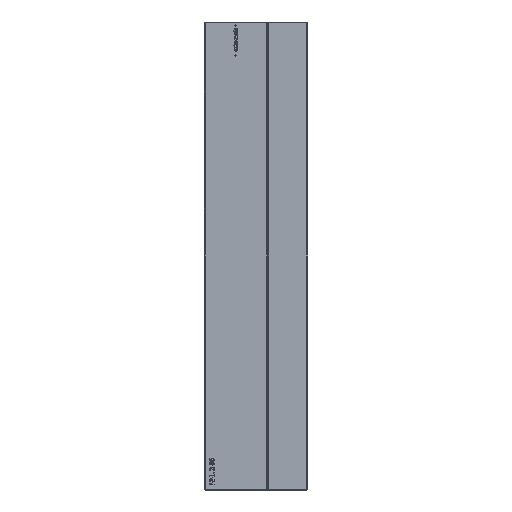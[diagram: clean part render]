
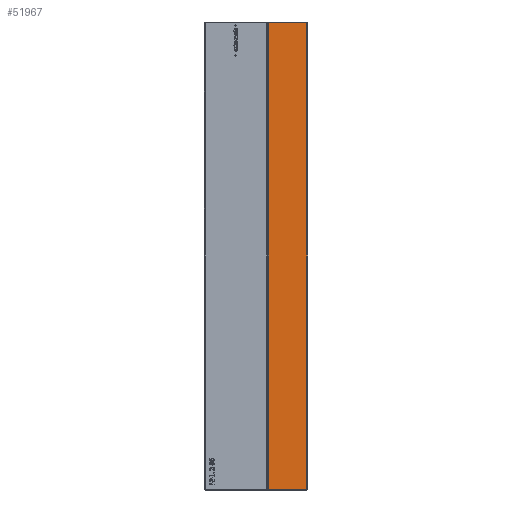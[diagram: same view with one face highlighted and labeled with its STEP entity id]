
A CAD part, left-side view. The second image highlights one B-rep face of the part: STEP entity #51967.
In plain terms, the highlighted planar face has unit normal (-1, 0, 0).
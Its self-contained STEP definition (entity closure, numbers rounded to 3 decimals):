
#48962 = PLANE('',#48963);
#48963 = AXIS2_PLACEMENT_3D('',#48964,#48965,#48966);
#48964 = CARTESIAN_POINT('',(-19.925,8.005,0.));
#48965 = DIRECTION('',(0.707,-0.707,
    0.));
#48966 = DIRECTION('',(0.,0.,1.));
#49559 = PLANE('',#49560);
#49560 = AXIS2_PLACEMENT_3D('',#49561,#49562,#49563);
#49561 = CARTESIAN_POINT('',(-19.925,0.,0.075));
#49562 = DIRECTION('',(0.707,0.,0.707));
#49563 = DIRECTION('',(0.,-1.,0.));
#49850 = VERTEX_POINT('',#49851);
#49851 = CARTESIAN_POINT('',(-20.,7.93,94.85));
#49877 = EDGE_CURVE('',#49878,#49850,#49880,.T.);
#49878 = VERTEX_POINT('',#49879);
#49879 = CARTESIAN_POINT('',(-20.,7.93,0.15));
#49880 = SURFACE_CURVE('',#49881,(#49885,#49892),.PCURVE_S1.);
#49881 = LINE('',#49882,#49883);
#49882 = CARTESIAN_POINT('',(-20.,7.93,0.));
#49883 = VECTOR('',#49884,1.);
#49884 = DIRECTION('',(0.,0.,1.));
#49885 = PCURVE('',#48962,#49886);
#49886 = DEFINITIONAL_REPRESENTATION('',(#49887),#49891);
#49887 = LINE('',#49888,#49889);
#49888 = CARTESIAN_POINT('',(0.,0.106));
#49889 = VECTOR('',#49890,1.);
#49890 = DIRECTION('',(1.,0.));
#49891 = ( GEOMETRIC_REPRESENTATION_CONTEXT(2) 
PARAMETRIC_REPRESENTATION_CONTEXT() REPRESENTATION_CONTEXT('2D SPACE',''
  ) );
#49892 = PCURVE('',#49893,#49898);
#49893 = PLANE('',#49894);
#49894 = AXIS2_PLACEMENT_3D('',#49895,#49896,#49897);
#49895 = CARTESIAN_POINT('',(-20.,0.,0.));
#49896 = DIRECTION('',(-1.,0.,0.));
#49897 = DIRECTION('',(0.,1.,0.));
#49898 = DEFINITIONAL_REPRESENTATION('',(#49899),#49903);
#49899 = LINE('',#49900,#49901);
#49900 = CARTESIAN_POINT('',(7.93,0.));
#49901 = VECTOR('',#49902,1.);
#49902 = DIRECTION('',(0.,-1.));
#49903 = ( GEOMETRIC_REPRESENTATION_CONTEXT(2) 
PARAMETRIC_REPRESENTATION_CONTEXT() REPRESENTATION_CONTEXT('2D SPACE',''
  ) );
#50873 = PLANE('',#50874);
#50874 = AXIS2_PLACEMENT_3D('',#50875,#50876,#50877);
#50875 = CARTESIAN_POINT('',(-19.925,0.,94.925));
#50876 = DIRECTION('',(-0.707,0.,0.707));
#50877 = DIRECTION('',(0.,-1.,0.));
#51094 = VERTEX_POINT('',#51095);
#51095 = CARTESIAN_POINT('',(-20.,0.15,0.15));
#51121 = EDGE_CURVE('',#51094,#49878,#51122,.T.);
#51122 = SURFACE_CURVE('',#51123,(#51127,#51134),.PCURVE_S1.);
#51123 = LINE('',#51124,#51125);
#51124 = CARTESIAN_POINT('',(-20.,0.,0.15));
#51125 = VECTOR('',#51126,1.);
#51126 = DIRECTION('',(0.,1.,0.));
#51127 = PCURVE('',#49559,#51128);
#51128 = DEFINITIONAL_REPRESENTATION('',(#51129),#51133);
#51129 = LINE('',#51130,#51131);
#51130 = CARTESIAN_POINT('',(0.,-0.106));
#51131 = VECTOR('',#51132,1.);
#51132 = DIRECTION('',(-1.,0.));
#51133 = ( GEOMETRIC_REPRESENTATION_CONTEXT(2) 
PARAMETRIC_REPRESENTATION_CONTEXT() REPRESENTATION_CONTEXT('2D SPACE',''
  ) );
#51134 = PCURVE('',#49893,#51135);
#51135 = DEFINITIONAL_REPRESENTATION('',(#51136),#51140);
#51136 = LINE('',#51137,#51138);
#51137 = CARTESIAN_POINT('',(0.,-0.15));
#51138 = VECTOR('',#51139,1.);
#51139 = DIRECTION('',(1.,0.));
#51140 = ( GEOMETRIC_REPRESENTATION_CONTEXT(2) 
PARAMETRIC_REPRESENTATION_CONTEXT() REPRESENTATION_CONTEXT('2D SPACE',''
  ) );
#51967 = ADVANCED_FACE('',(#51968),#49893,.T.);
#51968 = FACE_BOUND('',#51969,.T.);
#51969 = EDGE_LOOP('',(#51970,#51971,#51972,#52000));
#51970 = ORIENTED_EDGE('',*,*,#49877,.F.);
#51971 = ORIENTED_EDGE('',*,*,#51121,.F.);
#51972 = ORIENTED_EDGE('',*,*,#51973,.T.);
#51973 = EDGE_CURVE('',#51094,#51974,#51976,.T.);
#51974 = VERTEX_POINT('',#51975);
#51975 = CARTESIAN_POINT('',(-20.,0.15,94.85));
#51976 = SURFACE_CURVE('',#51977,(#51981,#51988),.PCURVE_S1.);
#51977 = LINE('',#51978,#51979);
#51978 = CARTESIAN_POINT('',(-20.,0.15,0.));
#51979 = VECTOR('',#51980,1.);
#51980 = DIRECTION('',(0.,0.,1.));
#51981 = PCURVE('',#49893,#51982);
#51982 = DEFINITIONAL_REPRESENTATION('',(#51983),#51987);
#51983 = LINE('',#51984,#51985);
#51984 = CARTESIAN_POINT('',(0.15,0.));
#51985 = VECTOR('',#51986,1.);
#51986 = DIRECTION('',(0.,-1.));
#51987 = ( GEOMETRIC_REPRESENTATION_CONTEXT(2) 
PARAMETRIC_REPRESENTATION_CONTEXT() REPRESENTATION_CONTEXT('2D SPACE',''
  ) );
#51988 = PCURVE('',#51989,#51994);
#51989 = PLANE('',#51990);
#51990 = AXIS2_PLACEMENT_3D('',#51991,#51992,#51993);
#51991 = CARTESIAN_POINT('',(-19.925,0.075,0.));
#51992 = DIRECTION('',(0.707,0.707,
    0.));
#51993 = DIRECTION('',(0.,0.,1.));
#51994 = DEFINITIONAL_REPRESENTATION('',(#51995),#51999);
#51995 = LINE('',#51996,#51997);
#51996 = CARTESIAN_POINT('',(0.,-0.106));
#51997 = VECTOR('',#51998,1.);
#51998 = DIRECTION('',(1.,0.));
#51999 = ( GEOMETRIC_REPRESENTATION_CONTEXT(2) 
PARAMETRIC_REPRESENTATION_CONTEXT() REPRESENTATION_CONTEXT('2D SPACE',''
  ) );
#52000 = ORIENTED_EDGE('',*,*,#52001,.T.);
#52001 = EDGE_CURVE('',#51974,#49850,#52002,.T.);
#52002 = SURFACE_CURVE('',#52003,(#52007,#52014),.PCURVE_S1.);
#52003 = LINE('',#52004,#52005);
#52004 = CARTESIAN_POINT('',(-20.,0.,94.85));
#52005 = VECTOR('',#52006,1.);
#52006 = DIRECTION('',(0.,1.,0.));
#52007 = PCURVE('',#49893,#52008);
#52008 = DEFINITIONAL_REPRESENTATION('',(#52009),#52013);
#52009 = LINE('',#52010,#52011);
#52010 = CARTESIAN_POINT('',(0.,-94.85));
#52011 = VECTOR('',#52012,1.);
#52012 = DIRECTION('',(1.,0.));
#52013 = ( GEOMETRIC_REPRESENTATION_CONTEXT(2) 
PARAMETRIC_REPRESENTATION_CONTEXT() REPRESENTATION_CONTEXT('2D SPACE',''
  ) );
#52014 = PCURVE('',#50873,#52015);
#52015 = DEFINITIONAL_REPRESENTATION('',(#52016),#52020);
#52016 = LINE('',#52017,#52018);
#52017 = CARTESIAN_POINT('',(0.,-0.106));
#52018 = VECTOR('',#52019,1.);
#52019 = DIRECTION('',(-1.,0.));
#52020 = ( GEOMETRIC_REPRESENTATION_CONTEXT(2) 
PARAMETRIC_REPRESENTATION_CONTEXT() REPRESENTATION_CONTEXT('2D SPACE',''
  ) );
